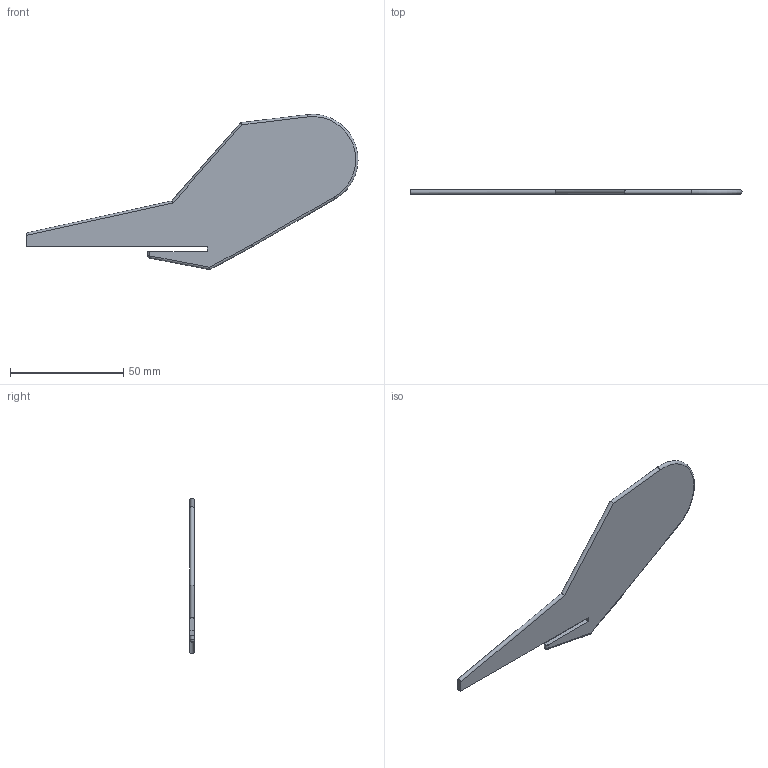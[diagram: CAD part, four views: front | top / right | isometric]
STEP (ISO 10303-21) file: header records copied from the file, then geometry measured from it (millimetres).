
FILE_DESCRIPTION( ( '' ), ' ' );
FILE_NAME( '5aa29b4741d49b0fc85e7bd9.step', '2018-03-09T14:33:44', ( '' ), ( '' ), ' ', ' ', ' ' );
FILE_SCHEMA( ( 'AUTOMOTIVE_DESIGN { 1 0 10303 214 1 1 1 1 }' ) );
Length unit declared in the file: metre
Products named in the file (1): Vane
Bounding box: 146.51 x 2 x 68.51 mm (x, y, z)
Volume: 8795.5 mm3; surface area: 9478.6 mm2
Topology: 1 solids, 1 shells, 15 faces, 37 edges, 24 vertices
Faces by surface type: cylinder 7, plane 6, torus 1, sphere 1
Entity records: 583 total; most frequent: DIRECTION 81, CARTESIAN_POINT 77, ORIENTED_EDGE 74, EDGE_CURVE 37, AXIS2_PLACEMENT_3D 28, LINE 25, VECTOR 25, VERTEX_POINT 24
